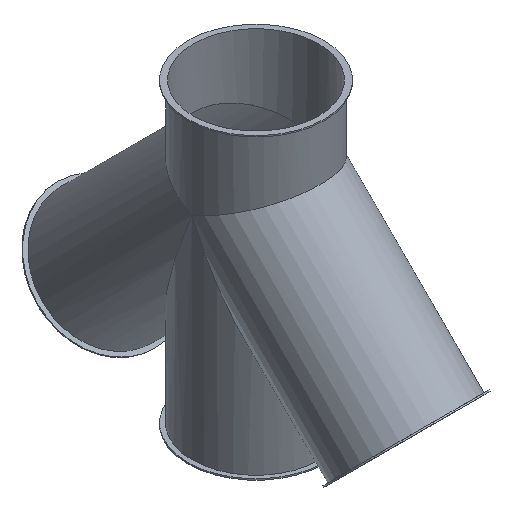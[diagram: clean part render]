
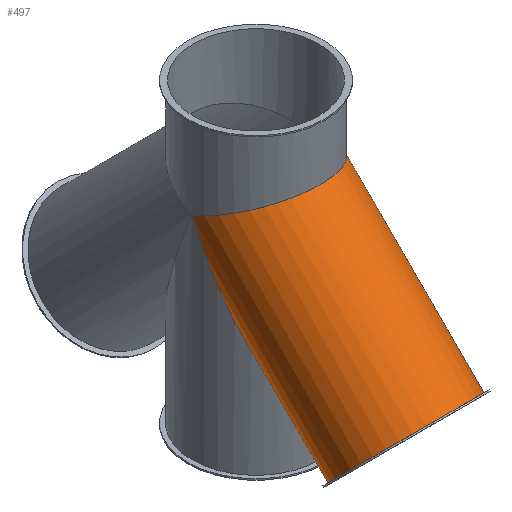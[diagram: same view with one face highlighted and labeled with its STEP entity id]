
A CAD part, isometric view. The second image highlights one B-rep face of the part: STEP entity #497.
In plain terms, the highlighted cylindrical face has radius 75 mm (diameter 150 mm), a full revolution.
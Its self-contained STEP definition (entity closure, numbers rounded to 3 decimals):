
#112=CARTESIAN_POINT('',(0.0,-228.749,77.317));
#113=VERTEX_POINT('',#112);
#114=CARTESIAN_POINT('',(0.0,-175.716,24.284));
#115=DIRECTION('',(0.0,0.707,0.707));
#116=DIRECTION('',(0.0,-0.707,0.707));
#117=AXIS2_PLACEMENT_3D('',#114,#115,#116);
#118=CIRCLE('',#117,75.);
#119=EDGE_CURVE('',#113,#113,#118,.F.);
#348=CARTESIAN_POINT('',(-75.0,0.0,200.0));
#349=VERTEX_POINT('',#348);
#350=CARTESIAN_POINT('',(75.0,0.0,200.0));
#351=VERTEX_POINT('',#350);
#473=CARTESIAN_POINT('',(0.0,-141.421,58.579));
#474=DIRECTION('',(0.0,-0.707,-0.707));
#475=DIRECTION('',(1.0,0.0,0.0));
#476=AXIS2_PLACEMENT_3D('',#473,#474,#475);
#477=CYLINDRICAL_SURFACE('',#476,75.0);
#478=ORIENTED_EDGE('',*,*,#119,.F.);
#479=EDGE_LOOP('',(#478));
#480=FACE_OUTER_BOUND('',#479,.T.);
#481=CARTESIAN_POINT('',(0.0,0.0,200.0));
#482=DIRECTION('',(0.0,0.924,-0.383));
#483=DIRECTION('',(0.0,0.383,0.924));
#484=AXIS2_PLACEMENT_3D('',#481,#482,#483);
#485=ELLIPSE('',#484,195.984,75.);
#486=EDGE_CURVE('',#351,#349,#485,.T.);
#487=ORIENTED_EDGE('',*,*,#486,.F.);
#488=CARTESIAN_POINT('',(0.0,0.0,200.0));
#489=DIRECTION('',(0.0,0.383,0.924));
#490=DIRECTION('',(0.0,0.924,-0.383));
#491=AXIS2_PLACEMENT_3D('',#488,#489,#490);
#492=ELLIPSE('',#491,81.179,75.);
#493=EDGE_CURVE('',#349,#351,#492,.T.);
#494=ORIENTED_EDGE('',*,*,#493,.F.);
#495=EDGE_LOOP('',(#487,#494));
#496=FACE_BOUND('',#495,.T.);
#497=ADVANCED_FACE('',(#480,#496),#477,.T.);
